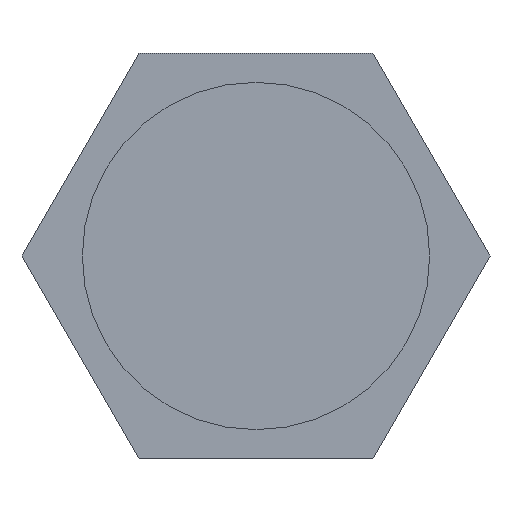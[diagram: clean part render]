
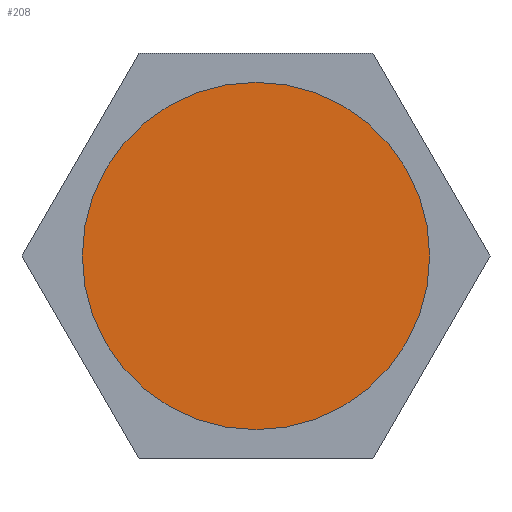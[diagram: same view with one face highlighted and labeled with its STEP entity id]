
A CAD part, front view. The second image highlights one B-rep face of the part: STEP entity #208.
In plain terms, the highlighted planar face has unit normal (0, -1, 0).
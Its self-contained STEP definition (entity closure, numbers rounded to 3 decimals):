
#17=PLANE('',#244);
#28=FACE_OUTER_BOUND('',#40,.T.);
#40=EDGE_LOOP('',(#155,#156));
#93=CIRCLE('',#240,1.2);
#94=CIRCLE('',#241,1.2);
#101=VERTEX_POINT('',#323);
#102=VERTEX_POINT('',#324);
#121=EDGE_CURVE('',#101,#102,#93,.T.);
#122=EDGE_CURVE('',#102,#101,#94,.T.);
#155=ORIENTED_EDGE('',*,*,#121,.T.);
#156=ORIENTED_EDGE('',*,*,#122,.T.);
#208=ADVANCED_FACE('',(#28),#17,.T.);
#240=AXIS2_PLACEMENT_3D('',#325,#263,#264);
#241=AXIS2_PLACEMENT_3D('',#326,#265,#266);
#244=AXIS2_PLACEMENT_3D('',#332,#272,#273);
#263=DIRECTION('center_axis',(0.,-1.,0.));
#264=DIRECTION('ref_axis',(1.,0.,0.));
#265=DIRECTION('center_axis',(0.,-1.,0.));
#266=DIRECTION('ref_axis',(1.,0.,0.));
#272=DIRECTION('center_axis',(0.,-1.,0.));
#273=DIRECTION('ref_axis',(0.,0.,-1.));
#323=CARTESIAN_POINT('',(1.2,-3.,0.));
#324=CARTESIAN_POINT('',(-1.2,-3.,0.));
#325=CARTESIAN_POINT('Origin',(0.,-3.,0.));
#326=CARTESIAN_POINT('Origin',(0.,-3.,0.));
#332=CARTESIAN_POINT('Origin',(0.,-3.,0.));
